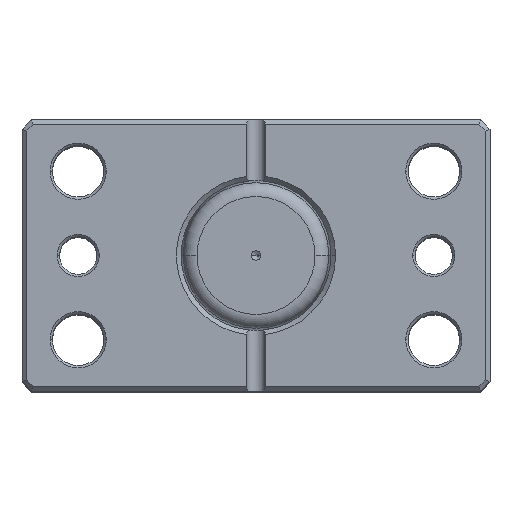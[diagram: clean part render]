
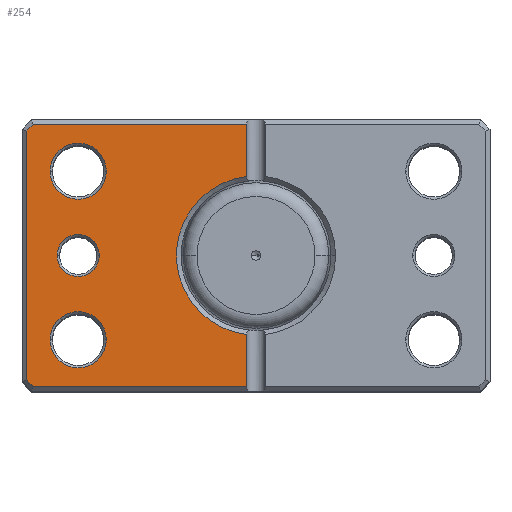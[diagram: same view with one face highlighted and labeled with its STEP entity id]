
A CAD part, top view. The second image highlights one B-rep face of the part: STEP entity #254.
In plain terms, the highlighted face is planar.
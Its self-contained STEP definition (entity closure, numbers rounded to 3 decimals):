
#16 = EDGE_CURVE ( 'NONE', #154, #3123, #5619, .T. ) ;
#76 = CARTESIAN_POINT ( 'NONE',  ( 38., 0., 0. ) ) ;
#111 = CARTESIAN_POINT ( 'NONE',  ( 38., 18., 0. ) ) ;
#154 = VERTEX_POINT ( 'NONE', #314 ) ;
#162 = DIRECTION ( 'NONE',  ( 1., 0., 0. ) ) ;
#191 = CARTESIAN_POINT ( 'NONE',  ( 0., 0., 0. ) ) ;
#195 = DIRECTION ( 'NONE',  ( 0., 0., 1. ) ) ;
#198 = CARTESIAN_POINT ( 'NONE',  ( 2., -16.882, 0. ) ) ;
#246 = VERTEX_POINT ( 'NONE', #5660 ) ;
#254 = ADVANCED_FACE ( 'NONE', ( #5199, #2456, #3776, #2272 ), #3506, .F. ) ;
#302 = DIRECTION ( 'NONE',  ( 0., 0., 1. ) ) ;
#313 = CIRCLE ( 'NONE', #6519, 6. ) ;
#314 = CARTESIAN_POINT ( 'NONE',  ( 44., 18., 0. ) ) ;
#352 = VERTEX_POINT ( 'NONE', #4709 ) ;
#449 = AXIS2_PLACEMENT_3D ( 'NONE', #6049, #2767, #6603 ) ;
#586 = VECTOR ( 'NONE', #3508, 1000. ) ;
#602 = EDGE_CURVE ( 'NONE', #3634, #6217, #3769, .T. ) ;
#644 = DIRECTION ( 'NONE',  ( 1., 0., 0. ) ) ;
#722 = VECTOR ( 'NONE', #1738, 1000. ) ;
#906 = VECTOR ( 'NONE', #6671, 1000. ) ;
#914 = CIRCLE ( 'NONE', #5025, 6. ) ;
#1025 = AXIS2_PLACEMENT_3D ( 'NONE', #3616, #302, #4169 ) ;
#1077 = VECTOR ( 'NONE', #6641, 1000. ) ;
#1097 = ORIENTED_EDGE ( 'NONE', *, *, #6626, .T. ) ;
#1161 = AXIS2_PLACEMENT_3D ( 'NONE', #111, #2869, #5587 ) ;
#1246 = CIRCLE ( 'NONE', #6273, 4.5 ) ;
#1310 = CARTESIAN_POINT ( 'NONE',  ( 2., 28., 0. ) ) ;
#1388 = VECTOR ( 'NONE', #1426, 1000. ) ;
#1426 = DIRECTION ( 'NONE',  ( -0.707, -0.707, 0. ) ) ;
#1566 = CARTESIAN_POINT ( 'NONE',  ( 44., -18., 0. ) ) ;
#1647 = ORIENTED_EDGE ( 'NONE', *, *, #16, .T. ) ;
#1665 = CARTESIAN_POINT ( 'NONE',  ( 49., 26.586, 0. ) ) ;
#1675 = VERTEX_POINT ( 'NONE', #4509 ) ;
#1738 = DIRECTION ( 'NONE',  ( 0., 1., 0. ) ) ;
#1890 = VECTOR ( 'NONE', #6786, 1000. ) ;
#2021 = ORIENTED_EDGE ( 'NONE', *, *, #3036, .T. ) ;
#2150 = CIRCLE ( 'NONE', #449, 4.5 ) ;
#2250 = CARTESIAN_POINT ( 'NONE',  ( 2., 29., 0. ) ) ;
#2272 = FACE_OUTER_BOUND ( 'NONE', #4174, .T. ) ;
#2396 = CIRCLE ( 'NONE', #6343, 17. ) ;
#2425 = ORIENTED_EDGE ( 'NONE', *, *, #3088, .T. ) ;
#2444 = EDGE_LOOP ( 'NONE', ( #3105, #1647 ) ) ;
#2456 = FACE_BOUND ( 'NONE', #4234, .T. ) ;
#2704 = CARTESIAN_POINT ( 'NONE',  ( 38., -18., 0. ) ) ;
#2767 = DIRECTION ( 'NONE',  ( 0., 0., 1. ) ) ;
#2869 = DIRECTION ( 'NONE',  ( 0., 0., 1. ) ) ;
#2874 = VERTEX_POINT ( 'NONE', #7042 ) ;
#3036 = EDGE_CURVE ( 'NONE', #2874, #6652, #4192, .T. ) ;
#3061 = EDGE_CURVE ( 'NONE', #5638, #6104, #6578, .T. ) ;
#3088 = EDGE_CURVE ( 'NONE', #6217, #6199, #5290, .T. ) ;
#3105 = ORIENTED_EDGE ( 'NONE', *, *, #6265, .T. ) ;
#3123 = VERTEX_POINT ( 'NONE', #3194 ) ;
#3186 = EDGE_CURVE ( 'NONE', #5379, #5015, #914, .T. ) ;
#3194 = CARTESIAN_POINT ( 'NONE',  ( 32., 18., 0. ) ) ;
#3224 = ORIENTED_EDGE ( 'NONE', *, *, #3061, .T. ) ;
#3250 = ORIENTED_EDGE ( 'NONE', *, *, #602, .T. ) ;
#3258 = CARTESIAN_POINT ( 'NONE',  ( 49., -26.586, 0. ) ) ;
#3260 = DIRECTION ( 'NONE',  ( 1., 0., 0. ) ) ;
#3268 = EDGE_CURVE ( 'NONE', #5015, #5379, #313, .T. ) ;
#3286 = CARTESIAN_POINT ( 'NONE',  ( 47.586, -28., 0. ) ) ;
#3299 = CARTESIAN_POINT ( 'NONE',  ( 38., -18., 0. ) ) ;
#3377 = CARTESIAN_POINT ( 'NONE',  ( 49., 0., 0. ) ) ;
#3404 = ORIENTED_EDGE ( 'NONE', *, *, #3805, .T. ) ;
#3435 = CARTESIAN_POINT ( 'NONE',  ( 0., -28., 0. ) ) ;
#3506 = PLANE ( 'NONE',  #5824 ) ;
#3508 = DIRECTION ( 'NONE',  ( 0.707, -0.707, 0. ) ) ;
#3510 = CARTESIAN_POINT ( 'NONE',  ( 0., 0., 0. ) ) ;
#3610 = ORIENTED_EDGE ( 'NONE', *, *, #6843, .T. ) ;
#3616 = CARTESIAN_POINT ( 'NONE',  ( 38., 18., 0. ) ) ;
#3634 = VERTEX_POINT ( 'NONE', #3286 ) ;
#3769 = LINE ( 'NONE', #3435, #6494 ) ;
#3776 = FACE_BOUND ( 'NONE', #2444, .T. ) ;
#3805 = EDGE_CURVE ( 'NONE', #246, #1675, #1246, .T. ) ;
#3817 = ORIENTED_EDGE ( 'NONE', *, *, #6200, .T. ) ;
#3859 = DIRECTION ( 'NONE',  ( 1., 0., 0. ) ) ;
#3953 = DIRECTION ( 'NONE',  ( 0., 0., 1. ) ) ;
#4030 = DIRECTION ( 'NONE',  ( 0., 0., 1. ) ) ;
#4060 = DIRECTION ( 'NONE',  ( 1., 0., 0. ) ) ;
#4092 = CARTESIAN_POINT ( 'NONE',  ( 2., -28., 0. ) ) ;
#4169 = DIRECTION ( 'NONE',  ( 1., 0., 0. ) ) ;
#4174 = EDGE_LOOP ( 'NONE', ( #2425, #5652, #2021, #3817, #1097, #3224, #4274, #3250 ) ) ;
#4192 = LINE ( 'NONE', #2250, #1077 ) ;
#4234 = EDGE_LOOP ( 'NONE', ( #6122, #6842 ) ) ;
#4274 = ORIENTED_EDGE ( 'NONE', *, *, #5863, .T. ) ;
#4381 = EDGE_LOOP ( 'NONE', ( #3404, #3610 ) ) ;
#4509 = CARTESIAN_POINT ( 'NONE',  ( 42.5, 0., 0. ) ) ;
#4709 = CARTESIAN_POINT ( 'NONE',  ( 47.586, 28., 0. ) ) ;
#4826 = LINE ( 'NONE', #6242, #1890 ) ;
#4978 = LINE ( 'NONE', #6782, #586 ) ;
#5015 = VERTEX_POINT ( 'NONE', #1566 ) ;
#5025 = AXIS2_PLACEMENT_3D ( 'NONE', #2704, #6538, #3260 ) ;
#5199 = FACE_BOUND ( 'NONE', #4381, .T. ) ;
#5261 = CARTESIAN_POINT ( 'NONE',  ( 37.793, -37.793, 0. ) ) ;
#5290 = LINE ( 'NONE', #6112, #722 ) ;
#5379 = VERTEX_POINT ( 'NONE', #5727 ) ;
#5418 = CIRCLE ( 'NONE', #1025, 6. ) ;
#5587 = DIRECTION ( 'NONE',  ( 1., 0., 0. ) ) ;
#5619 = CIRCLE ( 'NONE', #1161, 6. ) ;
#5638 = VERTEX_POINT ( 'NONE', #1665 ) ;
#5652 = ORIENTED_EDGE ( 'NONE', *, *, #7007, .T. ) ;
#5660 = CARTESIAN_POINT ( 'NONE',  ( 33.5, 0., 0. ) ) ;
#5727 = CARTESIAN_POINT ( 'NONE',  ( 32., -18., 0. ) ) ;
#5824 = AXIS2_PLACEMENT_3D ( 'NONE', #191, #4030, #162 ) ;
#5863 = EDGE_CURVE ( 'NONE', #6104, #3634, #7072, .T. ) ;
#6049 = CARTESIAN_POINT ( 'NONE',  ( 38., 0., 0. ) ) ;
#6078 = DIRECTION ( 'NONE',  ( -1., 0., 0. ) ) ;
#6104 = VERTEX_POINT ( 'NONE', #3258 ) ;
#6112 = CARTESIAN_POINT ( 'NONE',  ( 2., 29., 0. ) ) ;
#6122 = ORIENTED_EDGE ( 'NONE', *, *, #3186, .T. ) ;
#6199 = VERTEX_POINT ( 'NONE', #198 ) ;
#6200 = EDGE_CURVE ( 'NONE', #6652, #352, #4826, .T. ) ;
#6217 = VERTEX_POINT ( 'NONE', #4092 ) ;
#6242 = CARTESIAN_POINT ( 'NONE',  ( 0., 28., 0. ) ) ;
#6265 = EDGE_CURVE ( 'NONE', #3123, #154, #5418, .T. ) ;
#6273 = AXIS2_PLACEMENT_3D ( 'NONE', #76, #3953, #644 ) ;
#6343 = AXIS2_PLACEMENT_3D ( 'NONE', #3510, #195, #4060 ) ;
#6494 = VECTOR ( 'NONE', #6078, 1000. ) ;
#6519 = AXIS2_PLACEMENT_3D ( 'NONE', #3299, #7140, #3859 ) ;
#6538 = DIRECTION ( 'NONE',  ( 0., 0., 1. ) ) ;
#6578 = LINE ( 'NONE', #3377, #906 ) ;
#6603 = DIRECTION ( 'NONE',  ( 1., 0., 0. ) ) ;
#6626 = EDGE_CURVE ( 'NONE', #352, #5638, #4978, .T. ) ;
#6641 = DIRECTION ( 'NONE',  ( 0., 1., 0. ) ) ;
#6652 = VERTEX_POINT ( 'NONE', #1310 ) ;
#6671 = DIRECTION ( 'NONE',  ( 0., -1., 0. ) ) ;
#6782 = CARTESIAN_POINT ( 'NONE',  ( 37.793, 37.793, 0. ) ) ;
#6786 = DIRECTION ( 'NONE',  ( 1., 0., 0. ) ) ;
#6842 = ORIENTED_EDGE ( 'NONE', *, *, #3268, .T. ) ;
#6843 = EDGE_CURVE ( 'NONE', #1675, #246, #2150, .T. ) ;
#7007 = EDGE_CURVE ( 'NONE', #6199, #2874, #2396, .T. ) ;
#7042 = CARTESIAN_POINT ( 'NONE',  ( 2., 16.882, 0. ) ) ;
#7072 = LINE ( 'NONE', #5261, #1388 ) ;
#7140 = DIRECTION ( 'NONE',  ( 0., 0., 1. ) ) ;
